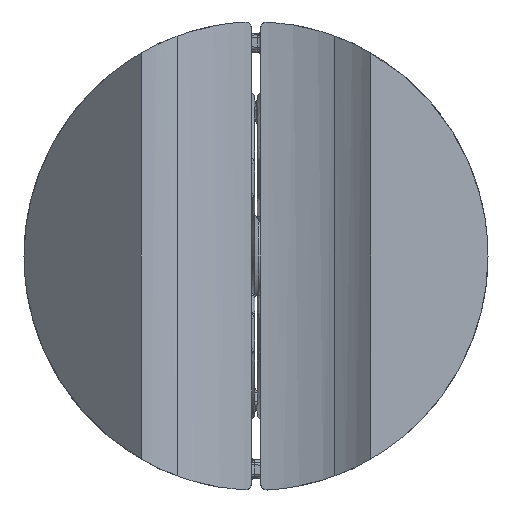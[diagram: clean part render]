
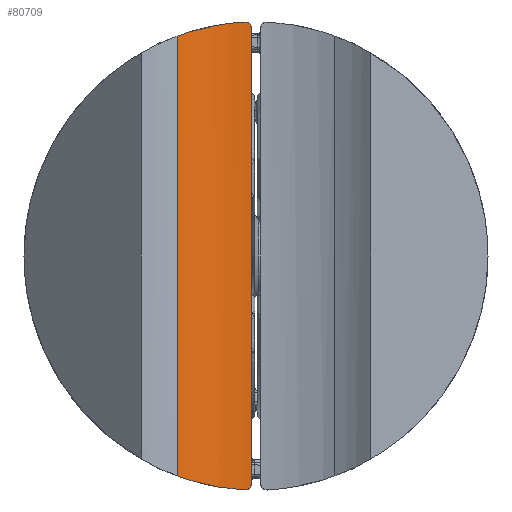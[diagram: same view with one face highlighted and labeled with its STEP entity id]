
A CAD part, front view. The second image highlights one B-rep face of the part: STEP entity #80709.
In plain terms, the highlighted cylindrical face has radius 14 mm (diameter 28 mm), a partial arc.
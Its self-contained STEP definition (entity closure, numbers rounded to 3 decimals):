
#1099 = EDGE_CURVE ( 'NONE', #82325, #41232, #1731, .T. ) ;
#1731 = B_SPLINE_CURVE_WITH_KNOTS ( 'NONE', 3,
 ( #61380, #22960, #22417, #55348 ),
 .UNSPECIFIED., .F., .F.,
 ( 4, 4 ),
 ( 0., 1. ),
 .UNSPECIFIED. ) ;
#2698 = CARTESIAN_POINT ( 'NONE',  ( -101.335, 53.974, -112.691 ) ) ;
#3294 = EDGE_CURVE ( 'NONE', #39051, #26814, #43205, .T. ) ;
#3831 = CARTESIAN_POINT ( 'NONE',  ( -99.028, 54.874, -111.94 ) ) ;
#4917 = CARTESIAN_POINT ( 'NONE',  ( -96.943, 55.33, -145.311 ) ) ;
#5736 = CARTESIAN_POINT ( 'NONE',  ( -96.43, 55.39, -145.366 ) ) ;
#6015 = CARTESIAN_POINT ( 'NONE',  ( -99.94, 54.609, -144.69 ) ) ;
#7268 = CYLINDRICAL_SURFACE ( 'NONE', #22512, 14. ) ;
#8904 = CARTESIAN_POINT ( 'NONE',  ( -95.386, 55.444, -144.898 ) ) ;
#10429 = CARTESIAN_POINT ( 'NONE',  ( -100.168, 54.485, -112.268 ) ) ;
#11246 = EDGE_CURVE ( 'NONE', #13867, #72133, #67742, .T. ) ;
#12746 = DIRECTION ( 'NONE',  ( 0., -1., 0. ) ) ;
#12881 = B_SPLINE_CURVE_WITH_KNOTS ( 'NONE', 3,
 ( #30477, #62826, #56554, #18180, #37639, #82896 ),
 .UNSPECIFIED., .F., .F.,
 ( 4, 2, 4 ),
 ( 0.04, 0.52, 1. ),
 .UNSPECIFIED. ) ;
#12957 = EDGE_CURVE ( 'NONE', #27546, #39051, #54061, .T. ) ;
#13354 = ORIENTED_EDGE ( 'NONE', *, *, #12957, .F. ) ;
#13867 = VERTEX_POINT ( 'NONE', #69739 ) ;
#14645 = ORIENTED_EDGE ( 'NONE', *, *, #1099, .T. ) ;
#16155 = CARTESIAN_POINT ( 'NONE',  ( -100.874, 54.194, -112.51 ) ) ;
#16711 = CARTESIAN_POINT ( 'NONE',  ( -99.811, 54.621, -112.154 ) ) ;
#18180 = CARTESIAN_POINT ( 'NONE',  ( -95.459, 55.442, -111.668 ) ) ;
#18920 = CARTESIAN_POINT ( 'NONE',  ( -95.916, 55.422, -145.397 ) ) ;
#19203 = CARTESIAN_POINT ( 'NONE',  ( -101.786, 53.727, -143.965 ) ) ;
#19474 = EDGE_CURVE ( 'NONE', #82325, #13867, #59121, .T. ) ;
#19623 = CARTESIAN_POINT ( 'NONE',  ( -95.906, 55.422, -111.459 ) ) ;
#22293 = CARTESIAN_POINT ( 'NONE',  ( -95.916, 55.422, -145.397 ) ) ;
#22417 = CARTESIAN_POINT ( 'NONE',  ( -95.386, 55.444, -122.923 ) ) ;
#22512 = AXIS2_PLACEMENT_3D ( 'NONE', #44795, #38798, #12746 ) ;
#22960 = CARTESIAN_POINT ( 'NONE',  ( -95.386, 55.444, -133.911 ) ) ;
#23215 = ORIENTED_EDGE ( 'NONE', *, *, #19474, .F. ) ;
#23274 = CARTESIAN_POINT ( 'NONE',  ( -99.087, 54.856, -111.955 ) ) ;
#24949 = CARTESIAN_POINT ( 'NONE',  ( -98.715, 54.962, -144.991 ) ) ;
#26187 = CARTESIAN_POINT ( 'NONE',  ( -95.895, 55.423, -111.459 ) ) ;
#26814 = VERTEX_POINT ( 'NONE', #39600 ) ;
#27546 = VERTEX_POINT ( 'NONE', #35726 ) ;
#30424 = CARTESIAN_POINT ( 'NONE',  ( -95.916, 55.422, -111.459 ) ) ;
#30477 = CARTESIAN_POINT ( 'NONE',  ( -95.886, 55.424, -111.458 ) ) ;
#30833 = FACE_OUTER_BOUND ( 'NONE', #33969, .T. ) ;
#33969 = EDGE_LOOP ( 'NONE', ( #23215, #14645, #76646, #36705, #13354, #34591, #46232 ) ) ;
#34591 = ORIENTED_EDGE ( 'NONE', *, *, #44152, .F. ) ;
#35185 = CARTESIAN_POINT ( 'NONE',  ( -95.794, 55.429, -145.404 ) ) ;
#35726 = CARTESIAN_POINT ( 'NONE',  ( -101.786, 53.727, -112.891 ) ) ;
#36705 = ORIENTED_EDGE ( 'NONE', *, *, #3294, .F. ) ;
#37639 = CARTESIAN_POINT ( 'NONE',  ( -95.392, 55.444, -111.796 ) ) ;
#38798 = DIRECTION ( 'NONE',  ( 0., 0., 1. ) ) ;
#39051 = VERTEX_POINT ( 'NONE', #54734 ) ;
#39600 = CARTESIAN_POINT ( 'NONE',  ( -95.886, 55.424, -111.458 ) ) ;
#41232 = VERTEX_POINT ( 'NONE', #74224 ) ;
#43205 = B_SPLINE_CURVE_WITH_KNOTS ( 'NONE', 3,
 ( #53392, #19623, #26187, #79427 ),
 .UNSPECIFIED., .F., .F.,
 ( 4, 4 ),
 ( 0., 0.04 ),
 .UNSPECIFIED. ) ;
#44152 = EDGE_CURVE ( 'NONE', #72133, #27546, #65251, .T. ) ;
#44795 = CARTESIAN_POINT ( 'NONE',  ( -95.06, 41.448, -111.436 ) ) ;
#45227 = CARTESIAN_POINT ( 'NONE',  ( -97.707, 55.198, -145.194 ) ) ;
#46232 = ORIENTED_EDGE ( 'NONE', *, *, #11246, .F. ) ;
#50030 = VECTOR ( 'NONE', #63553, 1000. ) ;
#53392 = CARTESIAN_POINT ( 'NONE',  ( -95.916, 55.422, -111.459 ) ) ;
#54061 = B_SPLINE_CURVE_WITH_KNOTS ( 'NONE', 3,
 ( #82023, #2698, #16155, #10429, #16711, #61949, #68511, #23274, #3831, #56230, #62780, #30424 ),
 .UNSPECIFIED., .F., .F.,
 ( 4, 2, 1, 1, 2, 2, 4 ),
 ( 0., 0.25, 0.375, 0.437, 0.469, 0.5, 1. ),
 .UNSPECIFIED. ) ;
#54734 = CARTESIAN_POINT ( 'NONE',  ( -95.916, 55.422, -111.459 ) ) ;
#55348 = CARTESIAN_POINT ( 'NONE',  ( -95.386, 55.444, -111.936 ) ) ;
#56230 = CARTESIAN_POINT ( 'NONE',  ( -97.967, 55.182, -111.678 ) ) ;
#56554 = CARTESIAN_POINT ( 'NONE',  ( -95.65, 55.435, -111.499 ) ) ;
#57097 = CARTESIAN_POINT ( 'NONE',  ( -101.786, 53.727, -143.965 ) ) ;
#58312 = EDGE_CURVE ( 'NONE', #26814, #41232, #12881, .T. ) ;
#58431 = CARTESIAN_POINT ( 'NONE',  ( -100.884, 54.22, -144.365 ) ) ;
#59121 = B_SPLINE_CURVE_WITH_KNOTS ( 'NONE', 3,
 ( #80730, #67791, #74383, #61822, #35185, #22293 ),
 .UNSPECIFIED., .F., .F.,
 ( 4, 2, 4 ),
 ( 0., 0.5, 1. ),
 .UNSPECIFIED. ) ;
#61380 = CARTESIAN_POINT ( 'NONE',  ( -95.386, 55.444, -144.898 ) ) ;
#61822 = CARTESIAN_POINT ( 'NONE',  ( -95.661, 55.435, -145.365 ) ) ;
#61949 = CARTESIAN_POINT ( 'NONE',  ( -99.39, 54.762, -112.035 ) ) ;
#62780 = CARTESIAN_POINT ( 'NONE',  ( -96.945, 55.359, -111.522 ) ) ;
#62826 = CARTESIAN_POINT ( 'NONE',  ( -95.772, 55.43, -111.459 ) ) ;
#63553 = DIRECTION ( 'NONE',  ( 0., 0., 1. ) ) ;
#64373 = CARTESIAN_POINT ( 'NONE',  ( -101.786, 53.727, -111.436 ) ) ;
#64708 = CARTESIAN_POINT ( 'NONE',  ( -98.841, 54.928, -144.962 ) ) ;
#64967 = CARTESIAN_POINT ( 'NONE',  ( -98.087, 55.121, -145.127 ) ) ;
#65251 = LINE ( 'NONE', #64373, #50030 ) ;
#67742 = B_SPLINE_CURVE_WITH_KNOTS ( 'NONE', 3,
 ( #18920, #5736, #4917, #45227, #64967, #83636, #24949, #64708, #77024, #6015, #58431, #19203 ),
 .UNSPECIFIED., .F., .F.,
 ( 4, 2, 1, 1, 2, 2, 4 ),
 ( 0., 0.25, 0.375, 0.438, 0.469, 0.5, 1. ),
 .UNSPECIFIED. ) ;
#67791 = CARTESIAN_POINT ( 'NONE',  ( -95.386, 55.444, -145.048 ) ) ;
#68511 = CARTESIAN_POINT ( 'NONE',  ( -99.209, 54.819, -111.987 ) ) ;
#69739 = CARTESIAN_POINT ( 'NONE',  ( -95.916, 55.422, -145.397 ) ) ;
#72133 = VERTEX_POINT ( 'NONE', #57097 ) ;
#74224 = CARTESIAN_POINT ( 'NONE',  ( -95.386, 55.444, -111.936 ) ) ;
#74383 = CARTESIAN_POINT ( 'NONE',  ( -95.455, 55.442, -145.187 ) ) ;
#76646 = ORIENTED_EDGE ( 'NONE', *, *, #58312, .F. ) ;
#77024 = CARTESIAN_POINT ( 'NONE',  ( -98.905, 54.91, -144.946 ) ) ;
#79427 = CARTESIAN_POINT ( 'NONE',  ( -95.886, 55.424, -111.458 ) ) ;
#80709 = ADVANCED_FACE ( 'NONE', ( #30833 ), #7268, .F. ) ;
#80730 = CARTESIAN_POINT ( 'NONE',  ( -95.386, 55.444, -144.898 ) ) ;
#82023 = CARTESIAN_POINT ( 'NONE',  ( -101.786, 53.727, -112.891 ) ) ;
#82325 = VERTEX_POINT ( 'NONE', #8904 ) ;
#82896 = CARTESIAN_POINT ( 'NONE',  ( -95.386, 55.444, -111.936 ) ) ;
#83636 = CARTESIAN_POINT ( 'NONE',  ( -98.527, 55.013, -145.034 ) ) ;
